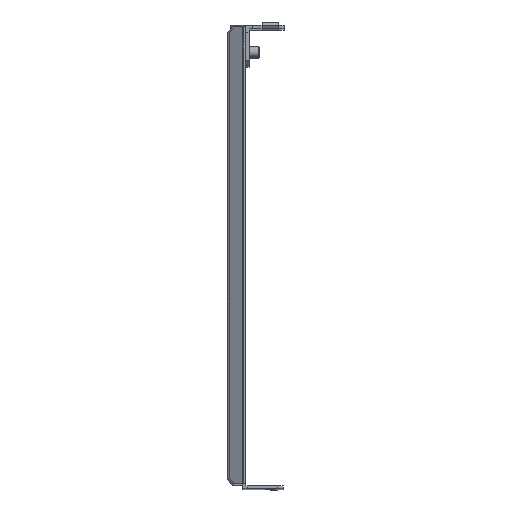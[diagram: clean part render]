
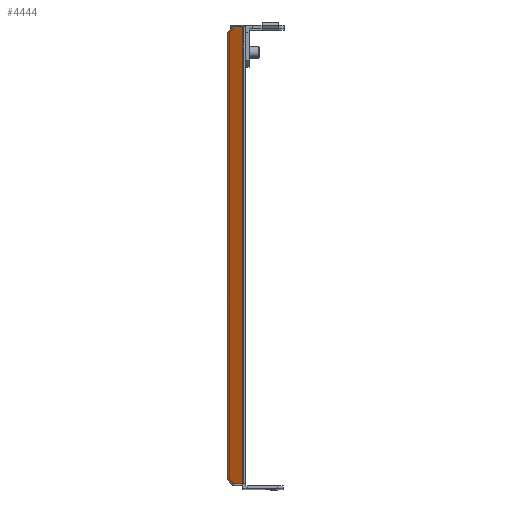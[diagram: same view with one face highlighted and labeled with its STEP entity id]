
A CAD part, top view. The second image highlights one B-rep face of the part: STEP entity #4444.
In plain terms, the highlighted planar face has unit normal (-0.5, 0, 0.866).
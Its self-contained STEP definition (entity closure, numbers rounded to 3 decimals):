
#133 = VECTOR ( 'NONE', #3554, 1000. ) ;
#529 = CARTESIAN_POINT ( 'NONE',  ( -11.026, 0., 243.88 ) ) ;
#612 = LINE ( 'NONE', #529, #6466 ) ;
#681 = ORIENTED_EDGE ( 'NONE', *, *, #2588, .T. ) ;
#1080 = VECTOR ( 'NONE', #9418, 1000. ) ;
#1303 = CARTESIAN_POINT ( 'NONE',  ( -5.25, 0., 247.215 ) ) ;
#1675 = EDGE_CURVE ( 'NONE', #4774, #15987, #612, .T. ) ;
#1976 = VECTOR ( 'NONE', #10821, 1000. ) ;
#2311 = EDGE_LOOP ( 'NONE', ( #681, #14759, #9797, #15323, #13780, #11606, #8749, #10919 ) ) ;
#2588 = EDGE_CURVE ( 'NONE', #8655, #4700, #12376, .T. ) ;
#3000 = EDGE_CURVE ( 'NONE', #15300, #4774, #14431, .T. ) ;
#3051 = CARTESIAN_POINT ( 'NONE',  ( -5.25, 248., 247.215 ) ) ;
#3554 = DIRECTION ( 'NONE',  ( 0.866, 0., 0.5 ) ) ;
#4444 = ADVANCED_FACE ( 'NONE', ( #8810 ), #13991, .F. ) ;
#4446 = CARTESIAN_POINT ( 'NONE',  ( -8.428, 248., 245.38 ) ) ;
#4700 = VERTEX_POINT ( 'NONE', #13616 ) ;
#4764 = LINE ( 'NONE', #14888, #1976 ) ;
#4774 = VERTEX_POINT ( 'NONE', #12640 ) ;
#4892 = EDGE_CURVE ( 'NONE', #5377, #15300, #4764, .T. ) ;
#4902 = DIRECTION ( 'NONE',  ( -0.612, -0.707, -0.354 ) ) ;
#4946 = VECTOR ( 'NONE', #4902, 1000. ) ;
#5377 = VERTEX_POINT ( 'NONE', #3051 ) ;
#6266 = VECTOR ( 'NONE', #8454, 1000. ) ;
#6459 = DIRECTION ( 'NONE',  ( -0.866, 0., -0.5 ) ) ;
#6466 = VECTOR ( 'NONE', #6638, 1000. ) ;
#6493 = VECTOR ( 'NONE', #6945, 1000. ) ;
#6522 = CARTESIAN_POINT ( 'NONE',  ( -8.428, 0., 245.38 ) ) ;
#6638 = DIRECTION ( 'NONE',  ( 0., -1., 0. ) ) ;
#6945 = DIRECTION ( 'NONE',  ( 0.866, 0., 0.5 ) ) ;
#7695 = EDGE_CURVE ( 'NONE', #4700, #11525, #14332, .T. ) ;
#7905 = EDGE_CURVE ( 'NONE', #5377, #11525, #11377, .T. ) ;
#8167 = CARTESIAN_POINT ( 'NONE',  ( -107.61, 248., 188.118 ) ) ;
#8377 = CARTESIAN_POINT ( 'NONE',  ( -11.026, 245., 243.88 ) ) ;
#8390 = CARTESIAN_POINT ( 'NONE',  ( -11.026, 3., 243.88 ) ) ;
#8454 = DIRECTION ( 'NONE',  ( 0.612, -0.707, 0.354 ) ) ;
#8565 = LINE ( 'NONE', #14719, #133 ) ;
#8655 = VERTEX_POINT ( 'NONE', #14190 ) ;
#8724 = DIRECTION ( 'NONE',  ( 0.866, 0., 0.5 ) ) ;
#8749 = ORIENTED_EDGE ( 'NONE', *, *, #10076, .T. ) ;
#8789 = VECTOR ( 'NONE', #8724, 1000. ) ;
#8810 = FACE_OUTER_BOUND ( 'NONE', #2311, .T. ) ;
#9036 = LINE ( 'NONE', #13226, #6266 ) ;
#9146 = CARTESIAN_POINT ( 'NONE',  ( -107.61, 0., 188.118 ) ) ;
#9331 = CARTESIAN_POINT ( 'NONE',  ( -2.768, 248., 248.648 ) ) ;
#9418 = DIRECTION ( 'NONE',  ( 0., 1., 0. ) ) ;
#9797 = ORIENTED_EDGE ( 'NONE', *, *, #7905, .F. ) ;
#10076 = EDGE_CURVE ( 'NONE', #15987, #13116, #9036, .T. ) ;
#10772 = EDGE_CURVE ( 'NONE', #13116, #8655, #8565, .T. ) ;
#10821 = DIRECTION ( 'NONE',  ( -0.866, 0., -0.5 ) ) ;
#10919 = ORIENTED_EDGE ( 'NONE', *, *, #10772, .T. ) ;
#11377 = LINE ( 'NONE', #8167, #6493 ) ;
#11525 = VERTEX_POINT ( 'NONE', #9331 ) ;
#11550 = AXIS2_PLACEMENT_3D ( 'NONE', #9146, #14070, #6459 ) ;
#11606 = ORIENTED_EDGE ( 'NONE', *, *, #1675, .T. ) ;
#12376 = LINE ( 'NONE', #1303, #8789 ) ;
#12640 = CARTESIAN_POINT ( 'NONE',  ( -11.026, 245., 243.88 ) ) ;
#13116 = VERTEX_POINT ( 'NONE', #6522 ) ;
#13226 = CARTESIAN_POINT ( 'NONE',  ( -8.428, 0., 245.38 ) ) ;
#13616 = CARTESIAN_POINT ( 'NONE',  ( -2.768, 0., 248.648 ) ) ;
#13780 = ORIENTED_EDGE ( 'NONE', *, *, #3000, .T. ) ;
#13991 = PLANE ( 'NONE',  #11550 ) ;
#14070 = DIRECTION ( 'NONE',  ( 0.5, 0., -0.866 ) ) ;
#14190 = CARTESIAN_POINT ( 'NONE',  ( -5.25, 0., 247.215 ) ) ;
#14332 = LINE ( 'NONE', #15313, #1080 ) ;
#14431 = LINE ( 'NONE', #8377, #4946 ) ;
#14719 = CARTESIAN_POINT ( 'NONE',  ( -107.61, 0., 188.118 ) ) ;
#14759 = ORIENTED_EDGE ( 'NONE', *, *, #7695, .T. ) ;
#14888 = CARTESIAN_POINT ( 'NONE',  ( -107.61, 248., 188.118 ) ) ;
#15300 = VERTEX_POINT ( 'NONE', #4446 ) ;
#15313 = CARTESIAN_POINT ( 'NONE',  ( -2.768, 0., 248.648 ) ) ;
#15323 = ORIENTED_EDGE ( 'NONE', *, *, #4892, .T. ) ;
#15987 = VERTEX_POINT ( 'NONE', #8390 ) ;
